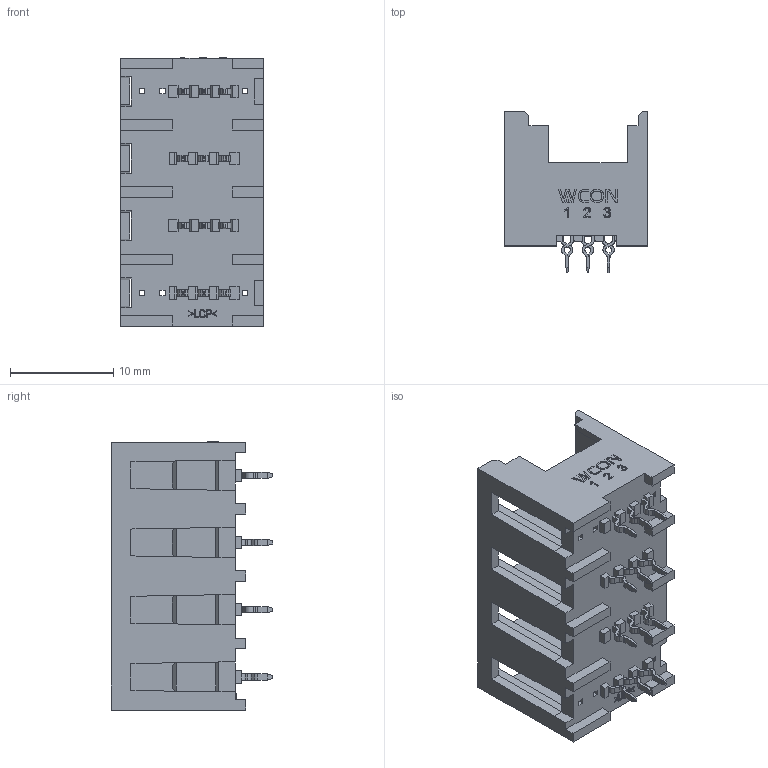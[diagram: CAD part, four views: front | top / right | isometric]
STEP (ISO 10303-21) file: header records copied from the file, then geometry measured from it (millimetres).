
FILE_DESCRIPTION( ('This file contains a STEP AP42 implementation' ,'as created by ZW3D STEP Interface translator.') ,'2;1' );
FILE_NAME( '5372-4S03XXBX03W.stp' ,'2312 4.14 731', (''), ('ZWCAD Software Co.'), 'Version 1.0', 'ZW3D to STEP translator', '' );
FILE_SCHEMA(('AUTOMOTIVE_DESIGN { 1 0 10303 214 1 1 1 1 }'));
Length unit declared in the file: millimetre
Products named in the file (2): 0; 5372-4S03XXBX03W.stpWZH
Bounding box: 13.8 x 15.6 x 25.92 mm (x, y, z)
Volume: 1852.6 mm3; surface area: 3143.6 mm2
Topology: 1 solids, 1 shells, 854 faces, 2327 edges, 1494 vertices
Faces by surface type: plane 687, bspline 167
Entity records: 29415 total; most frequent: CARTESIAN_POINT 7791, ORIENTED_EDGE 4654, DIRECTION 3669, EDGE_CURVE 2327, VECTOR 1993, LINE 1993, VERTEX_POINT 1494, EDGE_LOOP 897
